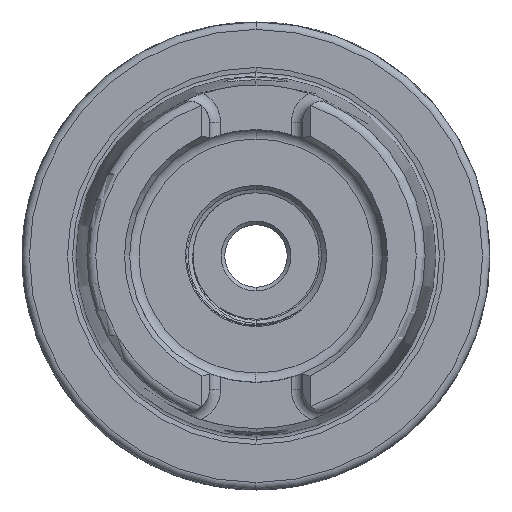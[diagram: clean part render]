
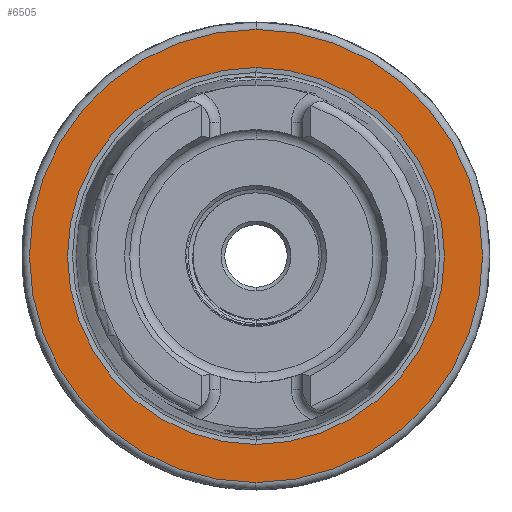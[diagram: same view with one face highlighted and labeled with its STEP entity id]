
A CAD part, left-side view. The second image highlights one B-rep face of the part: STEP entity #6505.
In plain terms, the highlighted planar face has unit normal (-1, 0, 0).
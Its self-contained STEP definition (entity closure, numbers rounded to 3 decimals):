
#2203 = EDGE_CURVE ( 'NONE', #25362, #25347, #27427, .T. ) ;
#2263 = EDGE_CURVE ( 'NONE', #25402, #25377, #27484, .T. ) ;
#2382 = EDGE_LOOP ( 'NONE', ( #24020, #23956 ) ) ;
#2468 = EDGE_LOOP ( 'NONE', ( #23966, #23945 ) ) ;
#4854 = EDGE_CURVE ( 'NONE', #25377, #25402, #24825, .T. ) ;
#4872 = EDGE_CURVE ( 'NONE', #25347, #25362, #24818, .T. ) ;
#4922 = AXIS2_PLACEMENT_3D ( 'NONE', #10425, #10427, #10433 ) ;
#4931 = AXIS2_PLACEMENT_3D ( 'NONE', #14666, #14630, #14660 ) ;
#5920 = CARTESIAN_POINT ( 'NONE',  ( 0., 25.369, 0. ) ) ;
#5941 = DIRECTION ( 'NONE',  ( 0., 0., 1. ) ) ;
#5948 = PLANE ( 'NONE',  #16940 ) ;
#5953 = DIRECTION ( 'NONE',  ( -1., 0., 0. ) ) ;
#6505 = ADVANCED_FACE ( 'NONE', ( #26495, #26461 ), #5948, .T. ) ;
#9622 = CARTESIAN_POINT ( 'NONE',  ( 0., 0., 25.369 ) ) ;
#10169 = CARTESIAN_POINT ( 'NONE',  ( 0., 0., -30.5 ) ) ;
#10184 = CARTESIAN_POINT ( 'NONE',  ( 0., 0., -25.369 ) ) ;
#10189 = CARTESIAN_POINT ( 'NONE',  ( 0., 0., 30.5 ) ) ;
#10425 = CARTESIAN_POINT ( 'NONE',  ( 0., 0., 0. ) ) ;
#10427 = DIRECTION ( 'NONE',  ( -1., 0., 0. ) ) ;
#10433 = DIRECTION ( 'NONE',  ( 0., 0., 1. ) ) ;
#14630 = DIRECTION ( 'NONE',  ( 1., 0., 0. ) ) ;
#14660 = DIRECTION ( 'NONE',  ( 0., 0., -1. ) ) ;
#14666 = CARTESIAN_POINT ( 'NONE',  ( 0., 0., 0. ) ) ;
#16863 = AXIS2_PLACEMENT_3D ( 'NONE', #19013, #19005, #19010 ) ;
#16866 = AXIS2_PLACEMENT_3D ( 'NONE', #18260, #18211, #18213 ) ;
#16940 = AXIS2_PLACEMENT_3D ( 'NONE', #5920, #5953, #5941 ) ;
#18211 = DIRECTION ( 'NONE',  ( -1., 0., 0. ) ) ;
#18213 = DIRECTION ( 'NONE',  ( 0., 0., 1. ) ) ;
#18260 = CARTESIAN_POINT ( 'NONE',  ( 0., 0., 0. ) ) ;
#19005 = DIRECTION ( 'NONE',  ( 1., 0., 0. ) ) ;
#19010 = DIRECTION ( 'NONE',  ( 0., 0., -1. ) ) ;
#19013 = CARTESIAN_POINT ( 'NONE',  ( 0., 0., 0. ) ) ;
#23945 = ORIENTED_EDGE ( 'NONE', *, *, #4872, .T. ) ;
#23956 = ORIENTED_EDGE ( 'NONE', *, *, #4854, .T. ) ;
#23966 = ORIENTED_EDGE ( 'NONE', *, *, #2203, .T. ) ;
#24020 = ORIENTED_EDGE ( 'NONE', *, *, #2263, .T. ) ;
#24818 = CIRCLE ( 'NONE', #16866, 30.5 ) ;
#24825 = CIRCLE ( 'NONE', #16863, 25.369 ) ;
#25347 = VERTEX_POINT ( 'NONE', #10169 ) ;
#25362 = VERTEX_POINT ( 'NONE', #10189 ) ;
#25377 = VERTEX_POINT ( 'NONE', #10184 ) ;
#25402 = VERTEX_POINT ( 'NONE', #9622 ) ;
#26461 = FACE_BOUND ( 'NONE', #2382, .T. ) ;
#26495 = FACE_OUTER_BOUND ( 'NONE', #2468, .T. ) ;
#27427 = CIRCLE ( 'NONE', #4922, 30.5 ) ;
#27484 = CIRCLE ( 'NONE', #4931, 25.369 ) ;
